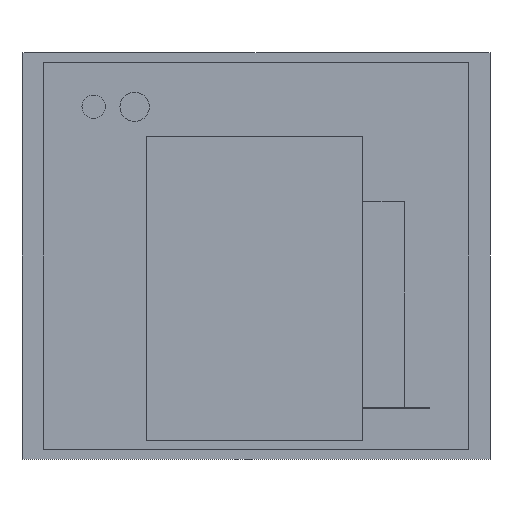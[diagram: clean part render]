
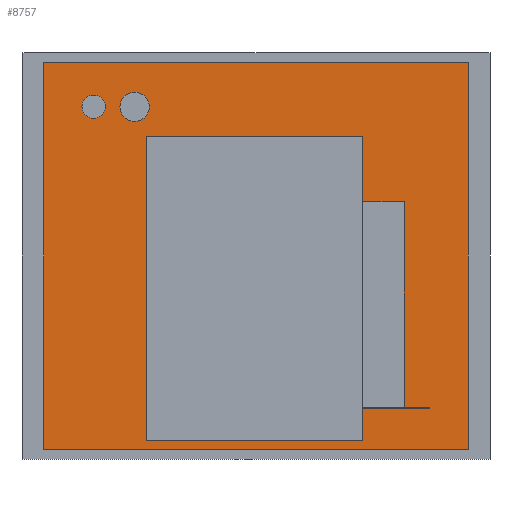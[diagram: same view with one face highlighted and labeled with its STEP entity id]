
A CAD part, front view. The second image highlights one B-rep face of the part: STEP entity #8757.
In plain terms, the highlighted planar face has unit normal (0, -1, 0).
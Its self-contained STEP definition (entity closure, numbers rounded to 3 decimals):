
#111=FACE_BOUND('',#913,.T.);
#112=FACE_BOUND('',#914,.T.);
#123=CIRCLE('',#9334,20.);
#125=CIRCLE('',#9338,25.);
#383=FACE_OUTER_BOUND('',#912,.T.);
#912=EDGE_LOOP('',(#5877,#5878,#5879,#5880));
#913=EDGE_LOOP('',(#5881));
#914=EDGE_LOOP('',(#5882));
#1476=LINE('',#12605,#2586);
#1478=LINE('',#12609,#2588);
#1480=LINE('',#12613,#2590);
#1482=LINE('',#12616,#2592);
#2586=VECTOR('',#10118,10.);
#2588=VECTOR('',#10122,10.);
#2590=VECTOR('',#10126,10.);
#2592=VECTOR('',#10130,10.);
#3658=VERTEX_POINT('',#12531);
#3660=VERTEX_POINT('',#12538);
#3681=VERTEX_POINT('',#12602);
#3682=VERTEX_POINT('',#12604);
#3683=VERTEX_POINT('',#12608);
#3684=VERTEX_POINT('',#12612);
#4511=EDGE_CURVE('',#3658,#3658,#123,.T.);
#4514=EDGE_CURVE('',#3660,#3660,#125,.T.);
#4544=EDGE_CURVE('',#3682,#3681,#1476,.T.);
#4546=EDGE_CURVE('',#3683,#3682,#1478,.T.);
#4548=EDGE_CURVE('',#3684,#3683,#1480,.T.);
#4550=EDGE_CURVE('',#3681,#3684,#1482,.T.);
#5877=ORIENTED_EDGE('',*,*,#4550,.T.);
#5878=ORIENTED_EDGE('',*,*,#4548,.T.);
#5879=ORIENTED_EDGE('',*,*,#4546,.T.);
#5880=ORIENTED_EDGE('',*,*,#4544,.T.);
#5881=ORIENTED_EDGE('',*,*,#4511,.T.);
#5882=ORIENTED_EDGE('',*,*,#4514,.T.);
#8308=PLANE('',#9355);
#8757=ADVANCED_FACE('',(#383,#111,#112),#8308,.T.);
#9334=AXIS2_PLACEMENT_3D('',#12533,#10052,#10053);
#9338=AXIS2_PLACEMENT_3D('',#12540,#10061,#10062);
#9355=AXIS2_PLACEMENT_3D('',#12617,#10131,#10132);
#10052=DIRECTION('center_axis',(0.,1.,0.));
#10053=DIRECTION('ref_axis',(1.,0.,0.));
#10061=DIRECTION('center_axis',(0.,1.,0.));
#10062=DIRECTION('ref_axis',(1.,0.,0.));
#10118=DIRECTION('',(0.,0.,1.));
#10122=DIRECTION('',(1.,0.,0.));
#10126=DIRECTION('',(0.,0.,-1.));
#10130=DIRECTION('',(-1.,0.,0.));
#10131=DIRECTION('center_axis',(0.,-1.,0.));
#10132=DIRECTION('ref_axis',(0.,0.,-1.));
#12531=CARTESIAN_POINT('',(-297.5,-370.,255.));
#12533=CARTESIAN_POINT('Origin',(-277.5,-370.,255.));
#12538=CARTESIAN_POINT('',(-232.5,-370.,255.));
#12540=CARTESIAN_POINT('Origin',(-207.5,-370.,255.));
#12602=CARTESIAN_POINT('',(362.5,-370.,330.));
#12604=CARTESIAN_POINT('',(362.5,-370.,-330.));
#12605=CARTESIAN_POINT('',(362.5,-370.,330.));
#12608=CARTESIAN_POINT('',(-362.5,-370.,-330.));
#12609=CARTESIAN_POINT('',(362.5,-370.,-330.));
#12612=CARTESIAN_POINT('',(-362.5,-370.,330.));
#12613=CARTESIAN_POINT('',(-362.5,-370.,-330.));
#12616=CARTESIAN_POINT('',(-362.5,-370.,330.));
#12617=CARTESIAN_POINT('Origin',(0.,-370.,0.));
